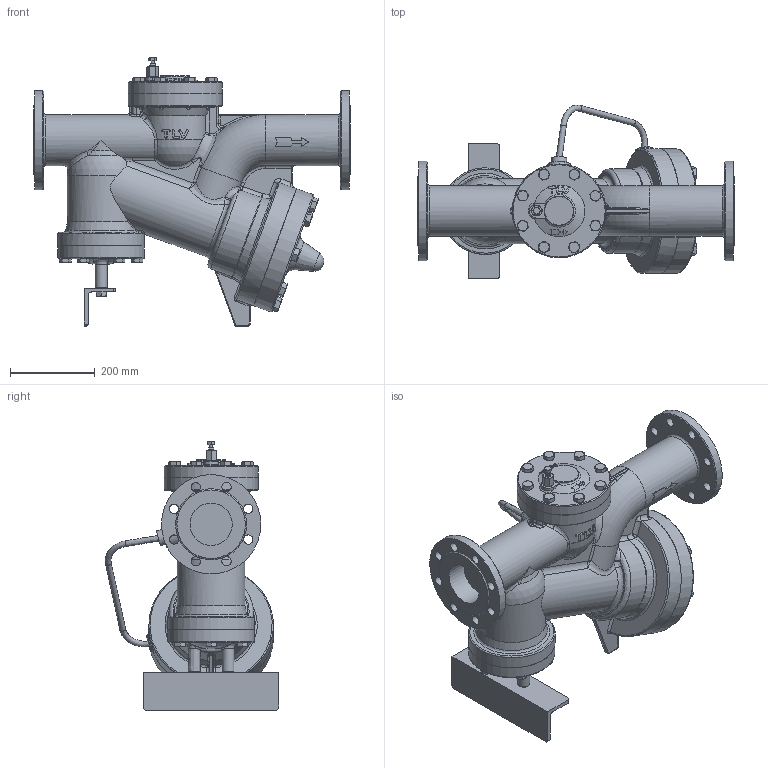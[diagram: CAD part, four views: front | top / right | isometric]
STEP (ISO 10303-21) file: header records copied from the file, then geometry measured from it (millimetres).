
FILE_DESCRIPTION((''),'2;1');
FILE_NAME('jh150-100-e0040-00.stp','2009-11-05T16:49:58',('nakaot'),(''),'Autodesk Inventor 2008','Autodesk Inventor 2008','');
FILE_SCHEMA(('AUTOMOTIVE_DESIGN { 1 0 10303 214 1 1 1 1 }'));
Length unit declared in the file: millimetre
Products named in the file (1): jh150-100-e0040-00
Bounding box: 750 x 410.58 x 635 mm (x, y, z)
Volume: 32751991 mm3; surface area: 1510843 mm2
Topology: 4 solids, 4 shells, 967 faces, 2309 edges, 1400 vertices
Faces by surface type: plane 316, bspline 276, cone 219, cylinder 130, torus 16, sphere 10
Full cylindrical faces by diameter (mm): 7.6 x1, 12 x1, 13 x1, 13.835 x1, 16 x16, 17.8 x1, 21 x1, 28 x1, 36 x1, 37 x1, 41.499 x1, 55 x1, 70 x1, 100 x2, 119.5 x1, 120 x2, 163.6 x1, 200 x1, 205 x2, 222 x2, 235 x2, 295 x1
Entity records: 53224 total; most frequent: CARTESIAN_POINT 34321, ORIENTED_EDGE 4146, DIRECTION 3473, EDGE_CURVE 2073, AXIS2_PLACEMENT_3D 1500, VERTEX_POINT 1315, EDGE_LOOP 1214, FACE_OUTER_BOUND 965
